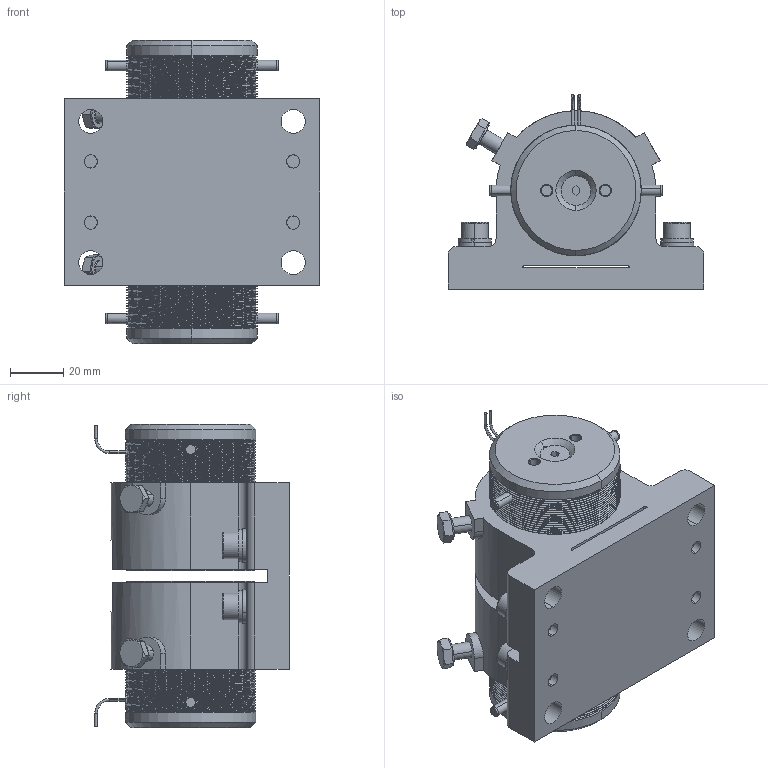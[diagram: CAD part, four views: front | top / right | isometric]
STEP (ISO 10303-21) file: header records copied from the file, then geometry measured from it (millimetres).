
FILE_DESCRIPTION (( 'STEP AP203' ), '1' );
FILE_NAME ('PGDB-10(Web—p).STEP', '2025-12-16T06:08:40', ( '' ), ( '' ), 'SwSTEP 2.0', 'SolidWorks 2024', '' );
FILE_SCHEMA (( 'CONFIG_CONTROL_DESIGN' ));
Products named in the file (1): PGDB-10(Web用)
Bounding box: 96 x 73 x 113.8 mm (x, y, z)
Volume: 330863.2 mm3; surface area: 77269.7 mm2
Topology: 1 solids, 1 shells, 689 faces, 1782 edges, 1127 vertices
Faces by surface type: cylinder 254, plane 222, cone 99, bspline 86, torus 28
Entity records: 117558 total; most frequent: CARTESIAN_POINT 101825, ORIENTED_EDGE 3548, DIRECTION 3003, EDGE_CURVE 1774, AXIS2_PLACEMENT_3D 1171, VERTEX_POINT 1127, EDGE_LOOP 761, FACE_OUTER_BOUND 689
